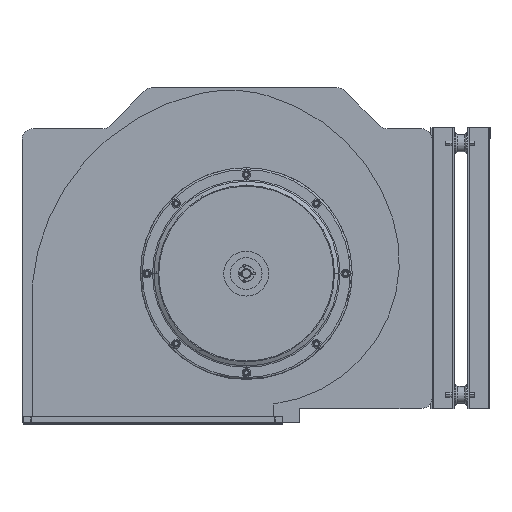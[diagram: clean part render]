
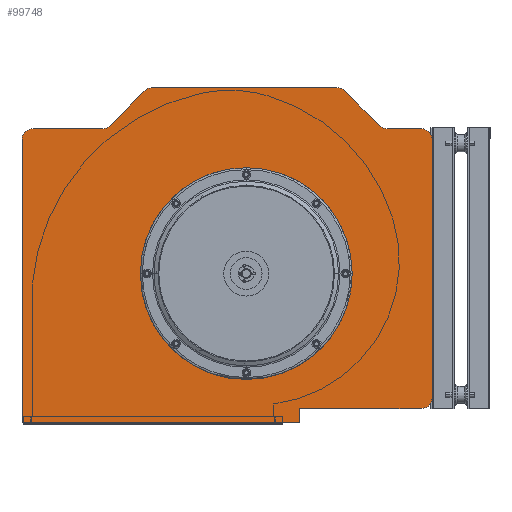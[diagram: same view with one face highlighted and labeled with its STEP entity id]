
A CAD part, left-side view. The second image highlights one B-rep face of the part: STEP entity #99748.
In plain terms, the highlighted planar face has unit normal (-1, 0, 0).
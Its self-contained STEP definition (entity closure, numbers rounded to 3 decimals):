
#99710 = EDGE_CURVE('',#99711,#99713,#99715,.T.);
#99711 = VERTEX_POINT('',#99712);
#99712 = CARTESIAN_POINT('',(179.135,504.822,-681.981));
#99713 = VERTEX_POINT('',#99714);
#99714 = CARTESIAN_POINT('',(179.135,1263.178,-681.981)
  );
#99715 = CIRCLE('',#99716,379.178);
#99716 = AXIS2_PLACEMENT_3D('',#99717,#99718,#99719);
#99717 = CARTESIAN_POINT('',(179.135,884.,-681.981));
#99718 = DIRECTION('',(-1.,0.,0.));
#99719 = DIRECTION('',(0.,1.,0.));
#99748 = ADVANCED_FACE('',(#99749,#99894),#99913,.T.);
#99749 = FACE_BOUND('',#99750,.T.);
#99750 = EDGE_LOOP('',(#99751,#99761,#99769,#99777,#99786,#99794,#99803,
    #99811,#99820,#99828,#99837,#99845,#99854,#99862,#99871,#99879,
    #99888));
#99751 = ORIENTED_EDGE('',*,*,#99752,.F.);
#99752 = EDGE_CURVE('',#99753,#99755,#99757,.T.);
#99753 = VERTEX_POINT('',#99754);
#99754 = CARTESIAN_POINT('',(179.135,691.,-1219.981));
#99755 = VERTEX_POINT('',#99756);
#99756 = CARTESIAN_POINT('',(179.135,1698.,-1219.981));
#99757 = LINE('',#99758,#99759);
#99758 = CARTESIAN_POINT('',(179.135,1427.,-1219.981));
#99759 = VECTOR('',#99760,1.);
#99760 = DIRECTION('',(0.,1.,0.));
#99761 = ORIENTED_EDGE('',*,*,#99762,.F.);
#99762 = EDGE_CURVE('',#99763,#99753,#99765,.T.);
#99763 = VERTEX_POINT('',#99764);
#99764 = CARTESIAN_POINT('',(179.135,691.,-1168.981));
#99765 = LINE('',#99766,#99767);
#99766 = CARTESIAN_POINT('',(179.135,691.,-1219.981));
#99767 = VECTOR('',#99768,1.);
#99768 = DIRECTION('',(0.,0.,-1.));
#99769 = ORIENTED_EDGE('',*,*,#99770,.F.);
#99770 = EDGE_CURVE('',#99771,#99763,#99773,.T.);
#99771 = VERTEX_POINT('',#99772);
#99772 = CARTESIAN_POINT('',(179.135,250.,-1168.981));
#99773 = LINE('',#99774,#99775);
#99774 = CARTESIAN_POINT('',(179.135,250.,-1168.981));
#99775 = VECTOR('',#99776,1.);
#99776 = DIRECTION('',(0.,1.,0.));
#99777 = ORIENTED_EDGE('',*,*,#99778,.F.);
#99778 = EDGE_CURVE('',#99779,#99771,#99781,.T.);
#99779 = VERTEX_POINT('',#99780);
#99780 = CARTESIAN_POINT('',(179.135,210.,-1128.981));
#99781 = CIRCLE('',#99782,40.);
#99782 = AXIS2_PLACEMENT_3D('',#99783,#99784,#99785);
#99783 = CARTESIAN_POINT('',(179.135,250.,-1128.981));
#99784 = DIRECTION('',(1.,-0.,0.));
#99785 = DIRECTION('',(0.,0.,-1.));
#99786 = ORIENTED_EDGE('',*,*,#99787,.F.);
#99787 = EDGE_CURVE('',#99788,#99779,#99790,.T.);
#99788 = VERTEX_POINT('',#99789);
#99789 = CARTESIAN_POINT('',(179.135,210.,-192.981));
#99790 = LINE('',#99791,#99792);
#99791 = CARTESIAN_POINT('',(179.135,210.,-192.981));
#99792 = VECTOR('',#99793,1.);
#99793 = DIRECTION('',(0.,0.,-1.));
#99794 = ORIENTED_EDGE('',*,*,#99795,.F.);
#99795 = EDGE_CURVE('',#99796,#99788,#99798,.T.);
#99796 = VERTEX_POINT('',#99797);
#99797 = CARTESIAN_POINT('',(179.135,250.,-152.981));
#99798 = CIRCLE('',#99799,40.);
#99799 = AXIS2_PLACEMENT_3D('',#99800,#99801,#99802);
#99800 = CARTESIAN_POINT('',(179.135,250.,-192.981));
#99801 = DIRECTION('',(1.,0.,0.));
#99802 = DIRECTION('',(0.,0.,1.));
#99803 = ORIENTED_EDGE('',*,*,#99804,.F.);
#99804 = EDGE_CURVE('',#99805,#99796,#99807,.T.);
#99805 = VERTEX_POINT('',#99806);
#99806 = CARTESIAN_POINT('',(179.135,373.431,-152.981));
#99807 = LINE('',#99808,#99809);
#99808 = CARTESIAN_POINT('',(179.135,373.431,-152.981));
#99809 = VECTOR('',#99810,1.);
#99810 = DIRECTION('',(0.,-1.,-0.));
#99811 = ORIENTED_EDGE('',*,*,#99812,.F.);
#99812 = EDGE_CURVE('',#99813,#99805,#99815,.T.);
#99813 = VERTEX_POINT('',#99814);
#99814 = CARTESIAN_POINT('',(179.135,401.716,-141.265));
#99815 = CIRCLE('',#99816,40.);
#99816 = AXIS2_PLACEMENT_3D('',#99817,#99818,#99819);
#99817 = CARTESIAN_POINT('',(179.135,373.431,-112.981));
#99818 = DIRECTION('',(-1.,0.,0.));
#99819 = DIRECTION('',(0.,0.707,-0.707
    ));
#99820 = ORIENTED_EDGE('',*,*,#99821,.F.);
#99821 = EDGE_CURVE('',#99822,#99813,#99824,.T.);
#99822 = VERTEX_POINT('',#99823);
#99823 = CARTESIAN_POINT('',(179.135,527.284,-15.697));
#99824 = LINE('',#99825,#99826);
#99825 = CARTESIAN_POINT('',(179.135,527.284,-15.697));
#99826 = VECTOR('',#99827,1.);
#99827 = DIRECTION('',(0.,-0.707,
    -0.707));
#99828 = ORIENTED_EDGE('',*,*,#99829,.F.);
#99829 = EDGE_CURVE('',#99830,#99822,#99832,.T.);
#99830 = VERTEX_POINT('',#99831);
#99831 = CARTESIAN_POINT('',(179.135,555.569,-3.981));
#99832 = CIRCLE('',#99833,40.);
#99833 = AXIS2_PLACEMENT_3D('',#99834,#99835,#99836);
#99834 = CARTESIAN_POINT('',(179.135,555.569,-43.981));
#99835 = DIRECTION('',(1.,0.,0.));
#99836 = DIRECTION('',(0.,-0.707,
    0.707));
#99837 = ORIENTED_EDGE('',*,*,#99838,.F.);
#99838 = EDGE_CURVE('',#99839,#99830,#99841,.T.);
#99839 = VERTEX_POINT('',#99840);
#99840 = CARTESIAN_POINT('',(179.135,1223.431,-3.981)
  );
#99841 = LINE('',#99842,#99843);
#99842 = CARTESIAN_POINT('',(179.135,1223.431,-3.981)
  );
#99843 = VECTOR('',#99844,1.);
#99844 = DIRECTION('',(0.,-1.,-0.));
#99845 = ORIENTED_EDGE('',*,*,#99846,.F.);
#99846 = EDGE_CURVE('',#99847,#99839,#99849,.T.);
#99847 = VERTEX_POINT('',#99848);
#99848 = CARTESIAN_POINT('',(179.135,1251.716,-15.697)
  );
#99849 = CIRCLE('',#99850,40.);
#99850 = AXIS2_PLACEMENT_3D('',#99851,#99852,#99853);
#99851 = CARTESIAN_POINT('',(179.135,1223.431,-43.981)
  );
#99852 = DIRECTION('',(1.,0.,0.));
#99853 = DIRECTION('',(0.,0.707,0.707
    ));
#99854 = ORIENTED_EDGE('',*,*,#99855,.F.);
#99855 = EDGE_CURVE('',#99856,#99847,#99858,.T.);
#99856 = VERTEX_POINT('',#99857);
#99857 = CARTESIAN_POINT('',(179.135,1377.284,-141.265)
  );
#99858 = LINE('',#99859,#99860);
#99859 = CARTESIAN_POINT('',(179.135,1377.284,-141.265)
  );
#99860 = VECTOR('',#99861,1.);
#99861 = DIRECTION('',(0.,-0.707,
    0.707));
#99862 = ORIENTED_EDGE('',*,*,#99863,.F.);
#99863 = EDGE_CURVE('',#99864,#99856,#99866,.T.);
#99864 = VERTEX_POINT('',#99865);
#99865 = CARTESIAN_POINT('',(179.135,1405.569,-152.981)
  );
#99866 = CIRCLE('',#99867,40.);
#99867 = AXIS2_PLACEMENT_3D('',#99868,#99869,#99870);
#99868 = CARTESIAN_POINT('',(179.135,1405.569,-112.981)
  );
#99869 = DIRECTION('',(-1.,0.,0.));
#99870 = DIRECTION('',(0.,0.,-1.));
#99871 = ORIENTED_EDGE('',*,*,#99872,.F.);
#99872 = EDGE_CURVE('',#99873,#99864,#99875,.T.);
#99873 = VERTEX_POINT('',#99874);
#99874 = CARTESIAN_POINT('',(179.135,1658.,-152.981));
#99875 = LINE('',#99876,#99877);
#99876 = CARTESIAN_POINT('',(179.135,1658.,-152.981));
#99877 = VECTOR('',#99878,1.);
#99878 = DIRECTION('',(0.,-1.,-0.));
#99879 = ORIENTED_EDGE('',*,*,#99880,.F.);
#99880 = EDGE_CURVE('',#99881,#99873,#99883,.T.);
#99881 = VERTEX_POINT('',#99882);
#99882 = CARTESIAN_POINT('',(179.135,1698.,-192.981));
#99883 = CIRCLE('',#99884,40.);
#99884 = AXIS2_PLACEMENT_3D('',#99885,#99886,#99887);
#99885 = CARTESIAN_POINT('',(179.135,1658.,-192.981));
#99886 = DIRECTION('',(1.,-0.,0.));
#99887 = DIRECTION('',(0.,1.,0.));
#99888 = ORIENTED_EDGE('',*,*,#99889,.F.);
#99889 = EDGE_CURVE('',#99755,#99881,#99890,.T.);
#99890 = LINE('',#99891,#99892);
#99891 = CARTESIAN_POINT('',(179.135,1698.,-1219.981));
#99892 = VECTOR('',#99893,1.);
#99893 = DIRECTION('',(0.,0.,1.));
#99894 = FACE_BOUND('',#99895,.T.);
#99895 = EDGE_LOOP('',(#99896,#99905,#99912));
#99896 = ORIENTED_EDGE('',*,*,#99897,.F.);
#99897 = EDGE_CURVE('',#99898,#99711,#99900,.T.);
#99898 = VERTEX_POINT('',#99899);
#99899 = CARTESIAN_POINT('',(179.135,1154.608,-947.589)
  );
#99900 = CIRCLE('',#99901,379.178);
#99901 = AXIS2_PLACEMENT_3D('',#99902,#99903,#99904);
#99902 = CARTESIAN_POINT('',(179.135,884.,-681.981));
#99903 = DIRECTION('',(-1.,0.,0.));
#99904 = DIRECTION('',(0.,1.,0.));
#99905 = ORIENTED_EDGE('',*,*,#99906,.F.);
#99906 = EDGE_CURVE('',#99713,#99898,#99907,.T.);
#99907 = CIRCLE('',#99908,379.178);
#99908 = AXIS2_PLACEMENT_3D('',#99909,#99910,#99911);
#99909 = CARTESIAN_POINT('',(179.135,884.,-681.981));
#99910 = DIRECTION('',(-1.,0.,0.));
#99911 = DIRECTION('',(0.,1.,0.));
#99912 = ORIENTED_EDGE('',*,*,#99710,.F.);
#99913 = PLANE('',#99914);
#99914 = AXIS2_PLACEMENT_3D('',#99915,#99916,#99917);
#99915 = CARTESIAN_POINT('',(179.135,851.,-610.981));
#99916 = DIRECTION('',(-1.,0.,0.));
#99917 = DIRECTION('',(0.,0.,1.));
